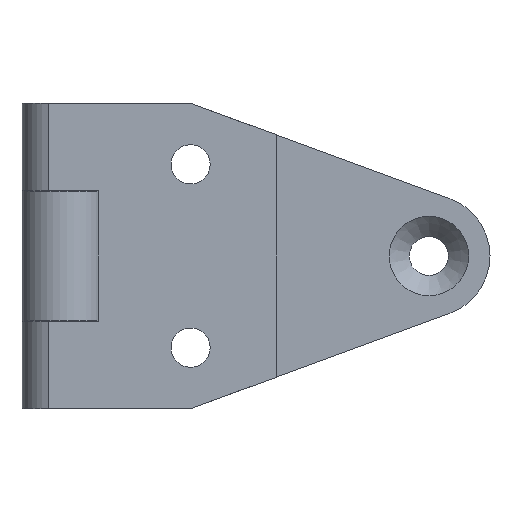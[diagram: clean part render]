
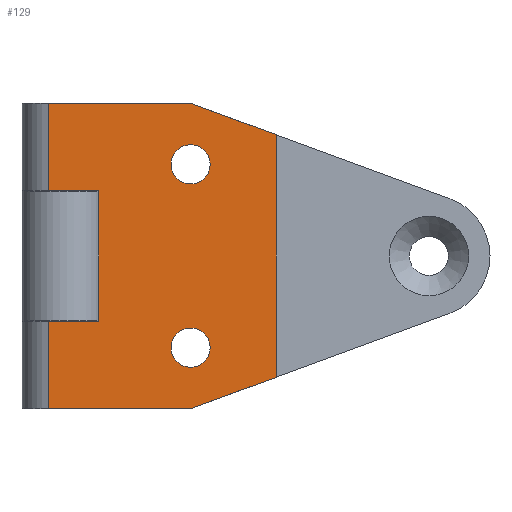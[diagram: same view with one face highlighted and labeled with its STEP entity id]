
A CAD part, front view. The second image highlights one B-rep face of the part: STEP entity #129.
In plain terms, the highlighted planar face has unit normal (0, -1, 0).
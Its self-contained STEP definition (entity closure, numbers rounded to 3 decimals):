
#129 = ADVANCED_FACE( '', ( #287, #288, #289 ), #290, .T. );
#287 = FACE_BOUND( '', #453, .T. );
#288 = FACE_BOUND( '', #454, .T. );
#289 = FACE_OUTER_BOUND( '', #455, .T. );
#290 = PLANE( '', #456 );
#453 = EDGE_LOOP( '', ( #751 ) );
#454 = EDGE_LOOP( '', ( #752 ) );
#455 = EDGE_LOOP( '', ( #753, #754, #755, #756, #757, #758, #759, #760, #761, #762 ) );
#456 = AXIS2_PLACEMENT_3D( '', #763, #764, #765 );
#751 = ORIENTED_EDGE( '', *, *, #918, .F. );
#752 = ORIENTED_EDGE( '', *, *, #910, .F. );
#753 = ORIENTED_EDGE( '', *, *, #948, .T. );
#754 = ORIENTED_EDGE( '', *, *, #954, .T. );
#755 = ORIENTED_EDGE( '', *, *, #900, .F. );
#756 = ORIENTED_EDGE( '', *, *, #903, .T. );
#757 = ORIENTED_EDGE( '', *, *, #861, .F. );
#758 = ORIENTED_EDGE( '', *, *, #869, .F. );
#759 = ORIENTED_EDGE( '', *, *, #969, .T. );
#760 = ORIENTED_EDGE( '', *, *, #958, .T. );
#761 = ORIENTED_EDGE( '', *, *, #966, .F. );
#762 = ORIENTED_EDGE( '', *, *, #970, .T. );
#763 = CARTESIAN_POINT( '', ( -2.263, -6.2, 10.7 ) );
#764 = DIRECTION( '', ( 0., -1., 0. ) );
#765 = DIRECTION( '', ( 0., 0., -1. ) );
#861 = EDGE_CURVE( '', #1003, #1004, #1005, .T. );
#869 = EDGE_CURVE( '', #1016, #1003, #1018, .T. );
#900 = EDGE_CURVE( '', #1069, #1065, #1071, .T. );
#903 = EDGE_CURVE( '', #1069, #1004, #1074, .T. );
#910 = EDGE_CURVE( '', #1084, #1084, #1085, .T. );
#918 = EDGE_CURVE( '', #1098, #1098, #1099, .T. );
#948 = EDGE_CURVE( '', #1144, #1142, #1145, .T. );
#954 = EDGE_CURVE( '', #1142, #1065, #1152, .T. );
#958 = EDGE_CURVE( '', #1154, #1156, #1158, .T. );
#966 = EDGE_CURVE( '', #1166, #1156, #1168, .T. );
#969 = EDGE_CURVE( '', #1016, #1154, #1172, .T. );
#970 = EDGE_CURVE( '', #1166, #1144, #1173, .T. );
#1003 = VERTEX_POINT( '', #1209 );
#1004 = VERTEX_POINT( '', #1210 );
#1005 = LINE( '', #1211, #1212 );
#1016 = VERTEX_POINT( '', #1226 );
#1018 = LINE( '', #1228, #1229 );
#1065 = VERTEX_POINT( '', #1288 );
#1069 = VERTEX_POINT( '', #1294 );
#1071 = LINE( '', #1297, #1298 );
#1074 = LINE( '', #1302, #1303 );
#1084 = VERTEX_POINT( '', #1313 );
#1085 = CIRCLE( '', #1314, 3.2 );
#1098 = VERTEX_POINT( '', #1329 );
#1099 = CIRCLE( '', #1330, 3.2 );
#1142 = VERTEX_POINT( '', #1383 );
#1144 = VERTEX_POINT( '', #1386 );
#1145 = LINE( '', #1387, #1388 );
#1152 = LINE( '', #1395, #1396 );
#1154 = VERTEX_POINT( '', #1398 );
#1156 = VERTEX_POINT( '', #1400 );
#1158 = LINE( '', #1402, #1403 );
#1166 = VERTEX_POINT( '', #1411 );
#1168 = LINE( '', #1413, #1414 );
#1172 = LINE( '', #1418, #1419 );
#1173 = LINE( '', #1420, #1421 );
#1209 = CARTESIAN_POINT( '', ( -2.263, -6.2, 25. ) );
#1210 = CARTESIAN_POINT( '', ( 21., -6.2, 25. ) );
#1211 = CARTESIAN_POINT( '', ( -2.263, -6.2, 25. ) );
#1212 = VECTOR( '', #1458, 1000. );
#1226 = CARTESIAN_POINT( '', ( -2.263, -6.2, 10.7 ) );
#1228 = CARTESIAN_POINT( '', ( -2.263, -6.2, 10.7 ) );
#1229 = VECTOR( '', #1471, 1000. );
#1288 = CARTESIAN_POINT( '', ( 35., -6.2, -19.851 ) );
#1294 = CARTESIAN_POINT( '', ( 35., -6.2, 19.851 ) );
#1297 = CARTESIAN_POINT( '', ( 35., -6.2, 25. ) );
#1298 = VECTOR( '', #1514, 1000. );
#1302 = CARTESIAN_POINT( '', ( 63.452, -6.2, 9.385 ) );
#1303 = VECTOR( '', #1516, 1000. );
#1313 = CARTESIAN_POINT( '', ( 21., -6.2, -18.2 ) );
#1314 = AXIS2_PLACEMENT_3D( '', #1529, #1530, #1531 );
#1329 = CARTESIAN_POINT( '', ( 21., -6.2, 11.8 ) );
#1330 = AXIS2_PLACEMENT_3D( '', #1543, #1544, #1545 );
#1383 = CARTESIAN_POINT( '', ( 21., -6.2, -25. ) );
#1386 = CARTESIAN_POINT( '', ( -2.263, -6.2, -25. ) );
#1387 = CARTESIAN_POINT( '', ( -2.263, -6.2, -25. ) );
#1388 = VECTOR( '', #1587, 1000. );
#1395 = CARTESIAN_POINT( '', ( 21., -6.2, -25. ) );
#1396 = VECTOR( '', #1594, 1000. );
#1398 = CARTESIAN_POINT( '', ( 5.96, -6.2, 10.7 ) );
#1400 = CARTESIAN_POINT( '', ( 5.96, -6.2, -10.7 ) );
#1402 = CARTESIAN_POINT( '', ( 5.96, -6.2, 25. ) );
#1403 = VECTOR( '', #1601, 1000. );
#1411 = CARTESIAN_POINT( '', ( -2.263, -6.2, -10.7 ) );
#1413 = CARTESIAN_POINT( '', ( -2.263, -6.2, -10.7 ) );
#1414 = VECTOR( '', #1611, 1000. );
#1418 = CARTESIAN_POINT( '', ( -2.263, -6.2, 10.7 ) );
#1419 = VECTOR( '', #1615, 1000. );
#1420 = CARTESIAN_POINT( '', ( -2.263, -6.2, -10.7 ) );
#1421 = VECTOR( '', #1616, 1000. );
#1458 = DIRECTION( '', ( 1., 0., 0. ) );
#1471 = DIRECTION( '', ( 0., 0., 1. ) );
#1514 = DIRECTION( '', ( 0., 0., -1. ) );
#1516 = DIRECTION( '', ( -0.939, 0., 0.345 ) );
#1529 = CARTESIAN_POINT( '', ( 21., -6.2, -15. ) );
#1530 = DIRECTION( '', ( 0., -1., 0. ) );
#1531 = DIRECTION( '', ( 0., 0., -1. ) );
#1543 = CARTESIAN_POINT( '', ( 21., -6.2, 15. ) );
#1544 = DIRECTION( '', ( 0., -1., 0. ) );
#1545 = DIRECTION( '', ( 0., 0., -1. ) );
#1587 = DIRECTION( '', ( 1., 0., 0. ) );
#1594 = DIRECTION( '', ( 0.939, 0., 0.345 ) );
#1601 = DIRECTION( '', ( 0., 0., -1. ) );
#1611 = DIRECTION( '', ( 1., 0., 0. ) );
#1615 = DIRECTION( '', ( 1., 0., 0. ) );
#1616 = DIRECTION( '', ( 0., 0., -1. ) );
